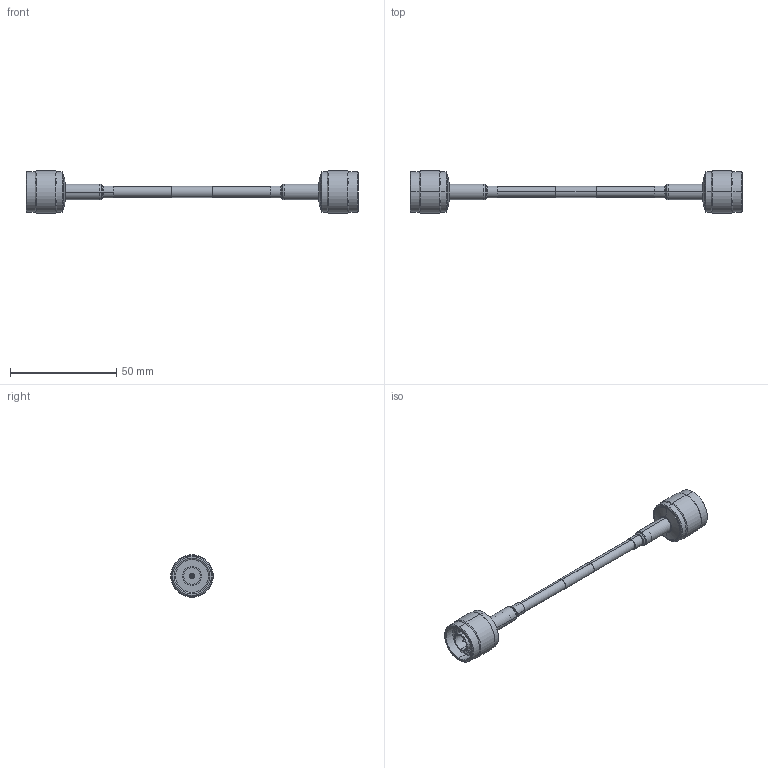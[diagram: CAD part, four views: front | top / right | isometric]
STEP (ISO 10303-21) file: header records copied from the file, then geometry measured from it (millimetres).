
FILE_DESCRIPTION (( 'STEP AP203' ), '1' );
FILE_NAME ('LCCA30669.STEP', '2020-09-25T06:44:31', ( '' ), ( '' ), 'SwSTEP 2.0', 'SolidWorks 2018', '' );
FILE_SCHEMA (( 'CONFIG_CONTROL_DESIGN' ));
Length unit declared in the file: inch
Products named in the file (9): ANM-1700; ANM-1700-MA1; LCCA30669; ANM-1700-MA2; CA-195R-MA1_.195"x1"; Part3^LCCA30669; ANM-1700_NO PIN; RG58C-PROD; ANM-1700-MA3
Assembly tree (10 placements, depth 3):
  LCCA30669
    RG58C-PROD
    Part3^LCCA30669
    ANM-1700  x2
      ANM-1700_NO PIN
      ANM-1700-MA2
      ANM-1700-MA1
      ANM-1700-MA3
    CA-195R-MA1_.195"x1"  x2
Bounding box: 156 x 20 x 20 mm (x, y, z)
Volume: 9930.6 mm3; surface area: 11571.4 mm2
Topology: 12 solids, 12 shells, 308 faces, 622 edges, 368 vertices
Faces by surface type: cylinder 138, cone 96, plane 54, torus 16, sphere 4
Entity records: 5323 total; most frequent: DIRECTION 846, CARTESIAN_POINT 813, ORIENTED_EDGE 636, AXIS2_PLACEMENT_3D 363, EDGE_CURVE 318, VERTEX_POINT 190, CIRCLE 190, EDGE_LOOP 190
